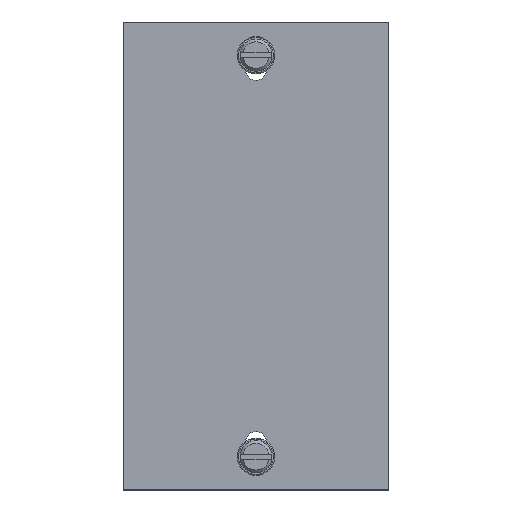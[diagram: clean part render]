
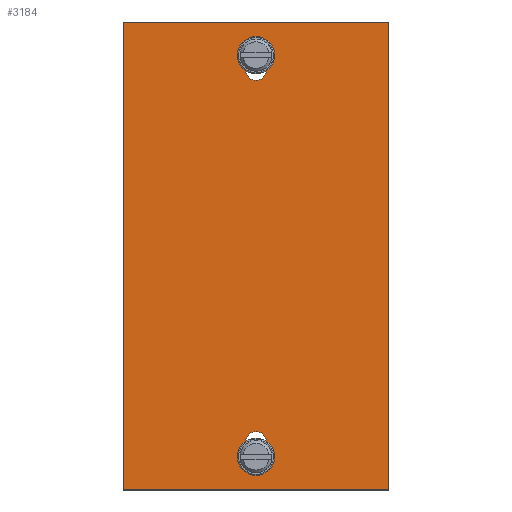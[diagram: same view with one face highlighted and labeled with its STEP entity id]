
A CAD part, top view. The second image highlights one B-rep face of the part: STEP entity #3184.
In plain terms, the highlighted planar face has unit normal (0, 0, 1).
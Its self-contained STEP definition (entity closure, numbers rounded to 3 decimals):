
#73=DIRECTION('',(0.,-1.,0.));
#74=VECTOR('',#73,88.2);
#75=CARTESIAN_POINT('',(-25.,44.1,2.));
#76=LINE('',#75,#74);
#77=DIRECTION('',(-1.,0.,0.));
#78=VECTOR('',#77,50.);
#79=CARTESIAN_POINT('',(25.,44.1,2.));
#80=LINE('',#79,#78);
#81=DIRECTION('',(0.,1.,0.));
#82=VECTOR('',#81,88.2);
#83=CARTESIAN_POINT('',(25.,-44.1,2.));
#84=LINE('',#83,#82);
#85=DIRECTION('',(1.,0.,0.));
#86=VECTOR('',#85,50.);
#87=CARTESIAN_POINT('',(-25.,-44.1,2.));
#88=LINE('',#87,#86);
#89=CARTESIAN_POINT('',(0.,37.85,2.));
#90=DIRECTION('',(0.,0.,1.));
#91=DIRECTION('',(1.,0.,0.));
#92=AXIS2_PLACEMENT_3D('',#89,#90,#91);
#94=CARTESIAN_POINT('',(0.,37.85,2.));
#95=DIRECTION('',(0.,0.,1.));
#96=DIRECTION('',(-1.,0.,0.));
#97=AXIS2_PLACEMENT_3D('',#94,#95,#96);
#99=CARTESIAN_POINT('',(0.,35.1,2.));
#100=DIRECTION('',(0.,0.,1.));
#101=DIRECTION('',(-0.998,-0.063,0.));
#102=AXIS2_PLACEMENT_3D('',#99,#100,#101);
#104=CARTESIAN_POINT('',(0.,37.85,2.));
#105=DIRECTION('',(0.,0.,1.));
#106=DIRECTION('',(0.57,-0.821,0.));
#107=AXIS2_PLACEMENT_3D('',#104,#105,#106);
#109=CARTESIAN_POINT('',(0.,-37.85,2.));
#110=DIRECTION('',(0.,0.,1.));
#111=DIRECTION('',(1.,0.,0.));
#112=AXIS2_PLACEMENT_3D('',#109,#110,#111);
#114=CARTESIAN_POINT('',(0.,-35.1,2.));
#115=DIRECTION('',(0.,0.,1.));
#116=DIRECTION('',(0.998,0.063,0.));
#117=AXIS2_PLACEMENT_3D('',#114,#115,#116);
#119=CARTESIAN_POINT('',(0.,-37.85,2.));
#120=DIRECTION('',(0.,0.,1.));
#121=DIRECTION('',(-0.57,0.821,0.));
#122=AXIS2_PLACEMENT_3D('',#119,#120,#121);
#124=CARTESIAN_POINT('',(0.,-37.85,2.));
#125=DIRECTION('',(0.,0.,1.));
#126=DIRECTION('',(-1.,0.,0.));
#127=AXIS2_PLACEMENT_3D('',#124,#125,#126);
#2573=CARTESIAN_POINT('',(-25.,44.1,2.));
#2574=CARTESIAN_POINT('',(-25.,-44.1,2.));
#2575=VERTEX_POINT('',#2573);
#2576=VERTEX_POINT('',#2574);
#2577=CARTESIAN_POINT('',(25.,-44.1,2.));
#2578=VERTEX_POINT('',#2577);
#2579=CARTESIAN_POINT('',(25.,44.1,2.));
#2580=VERTEX_POINT('',#2579);
#2593=CARTESIAN_POINT('',(3.5,37.85,2.));
#2594=CARTESIAN_POINT('',(-3.5,37.85,2.));
#2595=VERTEX_POINT('',#2593);
#2596=VERTEX_POINT('',#2594);
#2597=CARTESIAN_POINT('',(-1.996,34.975,2.));
#2598=VERTEX_POINT('',#2597);
#2599=CARTESIAN_POINT('',(1.996,34.975,2.));
#2600=VERTEX_POINT('',#2599);
#2833=CARTESIAN_POINT('',(3.5,-37.85,2.));
#2834=CARTESIAN_POINT('',(1.996,-34.975,2.));
#2835=VERTEX_POINT('',#2833);
#2836=VERTEX_POINT('',#2834);
#2837=CARTESIAN_POINT('',(-1.996,-34.975,2.));
#2838=CARTESIAN_POINT('',(-3.5,-37.85,2.));
#2839=VERTEX_POINT('',#2837);
#2840=VERTEX_POINT('',#2838);
#3153=CARTESIAN_POINT('',(0.,0.,2.));
#3154=DIRECTION('',(0.,0.,1.));
#3155=DIRECTION('',(1.,0.,0.));
#3156=AXIS2_PLACEMENT_3D('',#3153,#3154,#3155);
#3157=PLANE('',#3156);
#3158=ORIENTED_EDGE('',*,*,#3105,.F.);
#3159=ORIENTED_EDGE('',*,*,#3120,.F.);
#3160=ORIENTED_EDGE('',*,*,#3134,.F.);
#3161=ORIENTED_EDGE('',*,*,#3147,.F.);
#3162=EDGE_LOOP('',(#3158,#3159,#3160,#3161));
#3163=FACE_OUTER_BOUND('',#3162,.F.);
#3165=ORIENTED_EDGE('',*,*,#3164,.T.);
#3167=ORIENTED_EDGE('',*,*,#3166,.T.);
#3169=ORIENTED_EDGE('',*,*,#3168,.T.);
#3171=ORIENTED_EDGE('',*,*,#3170,.T.);
#3172=EDGE_LOOP('',(#3165,#3167,#3169,#3171));
#3173=FACE_BOUND('',#3172,.F.);
#3175=ORIENTED_EDGE('',*,*,#3174,.T.);
#3177=ORIENTED_EDGE('',*,*,#3176,.T.);
#3179=ORIENTED_EDGE('',*,*,#3178,.T.);
#3181=ORIENTED_EDGE('',*,*,#3180,.T.);
#3182=EDGE_LOOP('',(#3175,#3177,#3179,#3181));
#3183=FACE_BOUND('',#3182,.F.);
#3184=ADVANCED_FACE('',(#3163,#3173,#3183),#3157,.T.);
#93=CIRCLE('',#92,3.5);
#98=CIRCLE('',#97,3.5);
#103=CIRCLE('',#102,2.);
#108=CIRCLE('',#107,3.5);
#113=CIRCLE('',#112,3.5);
#118=CIRCLE('',#117,2.);
#123=CIRCLE('',#122,3.5);
#128=CIRCLE('',#127,3.5);
#3105=EDGE_CURVE('',#2575,#2576,#76,.T.);
#3120=EDGE_CURVE('',#2580,#2575,#80,.T.);
#3134=EDGE_CURVE('',#2578,#2580,#84,.T.);
#3147=EDGE_CURVE('',#2576,#2578,#88,.T.);
#3164=EDGE_CURVE('',#2595,#2596,#93,.T.);
#3166=EDGE_CURVE('',#2596,#2598,#98,.T.);
#3168=EDGE_CURVE('',#2598,#2600,#103,.T.);
#3170=EDGE_CURVE('',#2600,#2595,#108,.T.);
#3174=EDGE_CURVE('',#2835,#2836,#113,.T.);
#3176=EDGE_CURVE('',#2836,#2839,#118,.T.);
#3178=EDGE_CURVE('',#2839,#2840,#123,.T.);
#3180=EDGE_CURVE('',#2840,#2835,#128,.T.);
